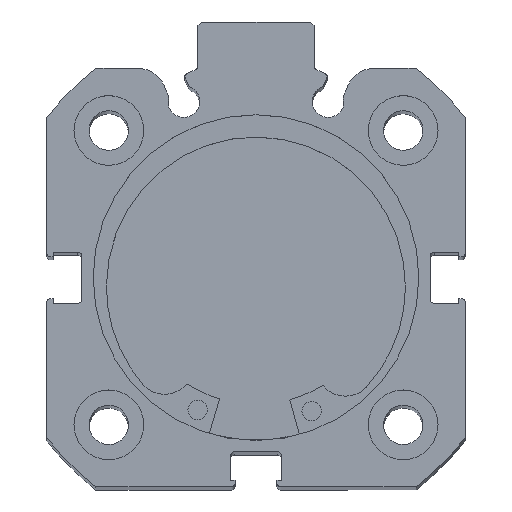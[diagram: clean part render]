
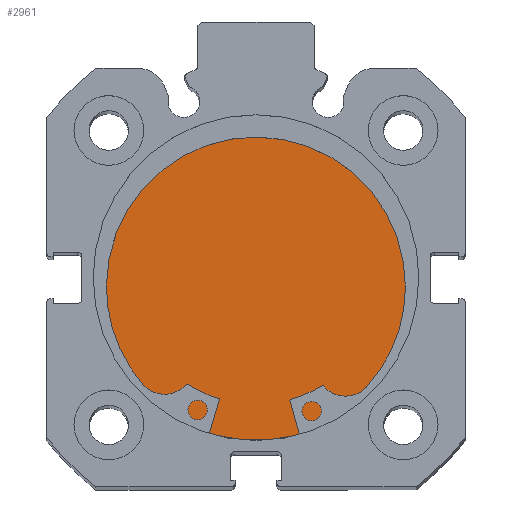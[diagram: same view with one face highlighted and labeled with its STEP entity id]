
A CAD part, top view. The second image highlights one B-rep face of the part: STEP entity #2961.
In plain terms, the highlighted face is planar.
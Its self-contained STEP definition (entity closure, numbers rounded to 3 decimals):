
#752 = DIRECTION ( 'NONE',  ( 0., 0., 1. ) ) ;
#753 = DIRECTION ( 'NONE',  ( -1., 0., 0. ) ) ;
#755 = CARTESIAN_POINT ( 'NONE',  ( 8.5, 0., 0. ) ) ;
#783 = DIRECTION ( 'NONE',  ( 0., 0., 1. ) ) ;
#784 = DIRECTION ( 'NONE',  ( -1., 0., 0. ) ) ;
#792 = CARTESIAN_POINT ( 'NONE',  ( 8.5, 0., 0. ) ) ;
#1549 = EDGE_CURVE ( 'NONE', #6806, #6777, #4061, .T. ) ;
#1558 = EDGE_CURVE ( 'NONE', #6777, #6806, #4073, .T. ) ;
#1902 = AXIS2_PLACEMENT_3D ( 'NONE', #792, #784, #783 ) ;
#1905 = AXIS2_PLACEMENT_3D ( 'NONE', #755, #753, #752 ) ;
#2067 = AXIS2_PLACEMENT_3D ( 'NONE', #4700, #4703, #4704 ) ;
#2961 = ADVANCED_FACE ( 'NONE', ( #4451 ), #4701, .F. ) ;
#3160 = ORIENTED_EDGE ( 'NONE', *, *, #1558, .F. ) ;
#3179 = ORIENTED_EDGE ( 'NONE', *, *, #1549, .F. ) ;
#3474 = EDGE_LOOP ( 'NONE', ( #3179, #3160 ) ) ;
#4061 = CIRCLE ( 'NONE', #1902, 21. ) ;
#4073 = CIRCLE ( 'NONE', #1905, 21. ) ;
#4451 = FACE_OUTER_BOUND ( 'NONE', #3474, .T. ) ;
#4700 = CARTESIAN_POINT ( 'NONE',  ( 8.5, 21., 0. ) ) ;
#4701 = PLANE ( 'NONE',  #2067 ) ;
#4703 = DIRECTION ( 'NONE',  ( -1., 0., 0. ) ) ;
#4704 = DIRECTION ( 'NONE',  ( 0., 0., 1. ) ) ;
#5576 = CARTESIAN_POINT ( 'NONE',  ( 8.5, 0., -21. ) ) ;
#5597 = CARTESIAN_POINT ( 'NONE',  ( 8.5, 0., 21. ) ) ;
#6777 = VERTEX_POINT ( 'NONE', #5576 ) ;
#6806 = VERTEX_POINT ( 'NONE', #5597 ) ;
